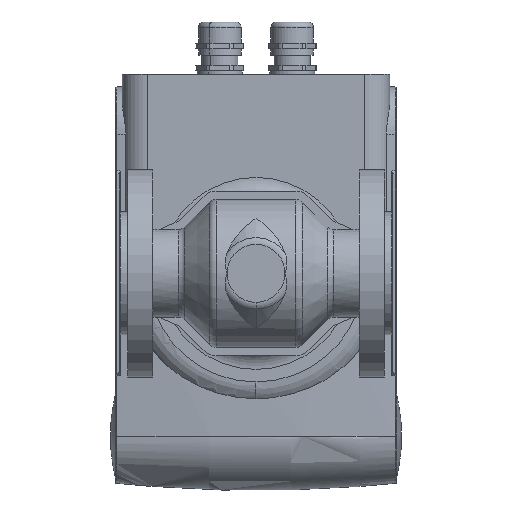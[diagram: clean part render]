
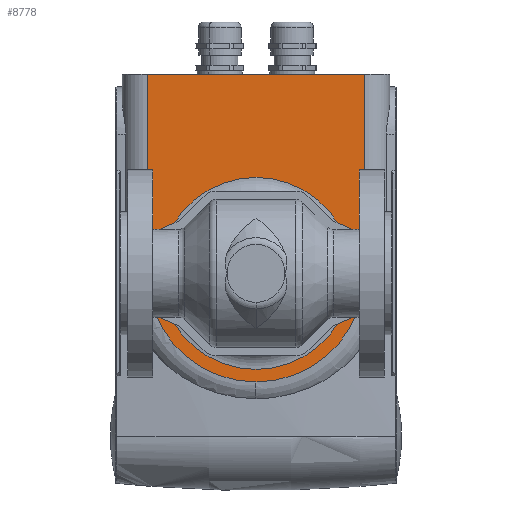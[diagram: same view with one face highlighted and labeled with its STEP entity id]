
A CAD part, front view. The second image highlights one B-rep face of the part: STEP entity #8778.
In plain terms, the highlighted planar face has unit normal (0, -1, 0).
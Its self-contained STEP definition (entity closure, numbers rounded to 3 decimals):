
#2766 = VERTEX_POINT ( 'NONE', #3740 ) ;
#2848 = VERTEX_POINT ( 'NONE', #3658 ) ;
#2904 = VERTEX_POINT ( 'NONE', #3603 ) ;
#3020 = VERTEX_POINT ( 'NONE', #3487 ) ;
#3038 = VERTEX_POINT ( 'NONE', #3470 ) ;
#3048 = VERTEX_POINT ( 'NONE', #3460 ) ;
#3119 = VERTEX_POINT ( 'NONE', #3389 ) ;
#3389 = CARTESIAN_POINT ( 'NONE',  ( 5.195, 23.483, -70.543 ) ) ;
#3460 = CARTESIAN_POINT ( 'NONE',  ( 58.271, 23.483, -10.543 ) ) ;
#3470 = CARTESIAN_POINT ( 'NONE',  ( 65.195, 23.483, -10.543 ) ) ;
#3487 = CARTESIAN_POINT ( 'NONE',  ( 65.195, 23.483, 99.457 ) ) ;
#3603 = CARTESIAN_POINT ( 'NONE',  ( -47.881, 23.483, -10.543 ) ) ;
#3658 = CARTESIAN_POINT ( 'NONE',  ( -54.805, 23.483, -10.543 ) ) ;
#3740 = CARTESIAN_POINT ( 'NONE',  ( -54.805, 23.483, 99.457 ) ) ;
#7606 = ORIENTED_EDGE ( 'NONE', *, *, #10673, .T. ) ;
#7609 = ORIENTED_EDGE ( 'NONE', *, *, #10672, .F. ) ;
#7625 = ORIENTED_EDGE ( 'NONE', *, *, #10671, .T. ) ;
#7629 = ORIENTED_EDGE ( 'NONE', *, *, #10669, .T. ) ;
#7649 = ORIENTED_EDGE ( 'NONE', *, *, #10670, .T. ) ;
#7650 = ORIENTED_EDGE ( 'NONE', *, *, #10692, .T. ) ;
#7654 = ORIENTED_EDGE ( 'NONE', *, *, #10666, .T. ) ;
#8778 = ADVANCED_FACE ( 'NONE', ( #15146, #15152 ), #20027, .T. ) ;
#9618 = CARTESIAN_POINT ( 'NONE',  ( -54.805, 23.483, 99.457 ) ) ;
#9620 = DIRECTION ( 'NONE',  ( 0., 0., -1. ) ) ;
#9657 = CARTESIAN_POINT ( 'NONE',  ( 65.195, 23.483, 99.457 ) ) ;
#9661 = CARTESIAN_POINT ( 'NONE',  ( 5.195, 23.483, -10.543 ) ) ;
#9662 = DIRECTION ( 'NONE',  ( 0., -1., 0. ) ) ;
#9663 = DIRECTION ( 'NONE',  ( 0., 0., -1. ) ) ;
#9664 = DIRECTION ( 'NONE',  ( 0., 0., -1. ) ) ;
#9665 = CARTESIAN_POINT ( 'NONE',  ( 5.195, 23.483, -10.543 ) ) ;
#9666 = DIRECTION ( 'NONE',  ( 0., 1., 0. ) ) ;
#9667 = DIRECTION ( 'NONE',  ( 1., 0., 0. ) ) ;
#9670 = CARTESIAN_POINT ( 'NONE',  ( 5.195, 23.483, -10.543 ) ) ;
#9671 = DIRECTION ( 'NONE',  ( 0., -1., 0. ) ) ;
#9672 = DIRECTION ( 'NONE',  ( 0., 0., -1. ) ) ;
#9673 = CARTESIAN_POINT ( 'NONE',  ( -112.105, 23.483, 99.457 ) ) ;
#9674 = DIRECTION ( 'NONE',  ( -1., 0., 0. ) ) ;
#9719 = CARTESIAN_POINT ( 'NONE',  ( 5.195, 23.483, -10.543 ) ) ;
#9720 = DIRECTION ( 'NONE',  ( 0., 1., 0. ) ) ;
#9721 = DIRECTION ( 'NONE',  ( 1., 0., 0. ) ) ;
#10666 = EDGE_CURVE ( 'NONE', #2766, #2848, #14085, .T. ) ;
#10669 = EDGE_CURVE ( 'NONE', #2848, #3119, #14080, .T. ) ;
#10670 = EDGE_CURVE ( 'NONE', #2904, #3048, #14090, .T. ) ;
#10671 = EDGE_CURVE ( 'NONE', #3119, #3038, #14087, .T. ) ;
#10672 = EDGE_CURVE ( 'NONE', #3020, #3038, #14092, .T. ) ;
#10673 = EDGE_CURVE ( 'NONE', #3020, #2766, #14093, .T. ) ;
#10692 = EDGE_CURVE ( 'NONE', #3048, #2904, #14123, .T. ) ;
#13142 = AXIS2_PLACEMENT_3D ( 'NONE', #20030, #20034, #20035 ) ;
#13477 = AXIS2_PLACEMENT_3D ( 'NONE', #9661, #9662, #9663 ) ;
#13478 = AXIS2_PLACEMENT_3D ( 'NONE', #9665, #9666, #9667 ) ;
#13479 = AXIS2_PLACEMENT_3D ( 'NONE', #9670, #9671, #9672 ) ;
#13485 = AXIS2_PLACEMENT_3D ( 'NONE', #9719, #9720, #9721 ) ;
#14080 = CIRCLE ( 'NONE', #13477, 60. ) ;
#14085 = LINE ( 'NONE', #9618, #14088 ) ;
#14087 = CIRCLE ( 'NONE', #13479, 60. ) ;
#14088 = VECTOR ( 'NONE', #9620, 1000. ) ;
#14090 = CIRCLE ( 'NONE', #13478, 53.076 ) ;
#14092 = LINE ( 'NONE', #9657, #14094 ) ;
#14093 = LINE ( 'NONE', #9673, #14096 ) ;
#14094 = VECTOR ( 'NONE', #9664, 1000. ) ;
#14096 = VECTOR ( 'NONE', #9674, 1000. ) ;
#14123 = CIRCLE ( 'NONE', #13485, 53.076 ) ;
#15146 = FACE_BOUND ( 'NONE', #17595, .T. ) ;
#15152 = FACE_OUTER_BOUND ( 'NONE', #17677, .T. ) ;
#17595 = EDGE_LOOP ( 'NONE', ( #7650, #7649 ) ) ;
#17677 = EDGE_LOOP ( 'NONE', ( #7654, #7629, #7625, #7609, #7606 ) ) ;
#20027 = PLANE ( 'NONE',  #13142 ) ;
#20030 = CARTESIAN_POINT ( 'NONE',  ( -112.105, 23.483, 99.457 ) ) ;
#20034 = DIRECTION ( 'NONE',  ( 0., -1., 0. ) ) ;
#20035 = DIRECTION ( 'NONE',  ( 1., 0., 0. ) ) ;
